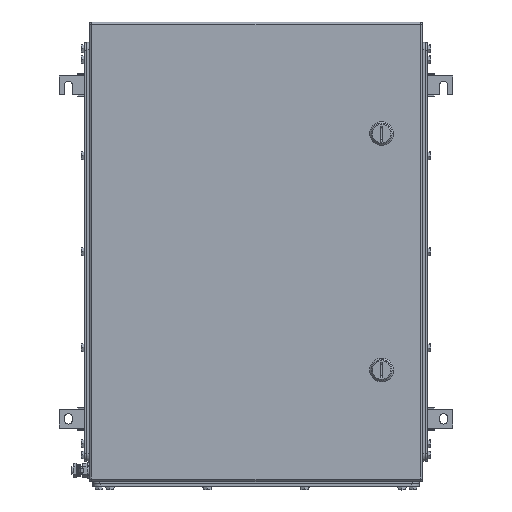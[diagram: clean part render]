
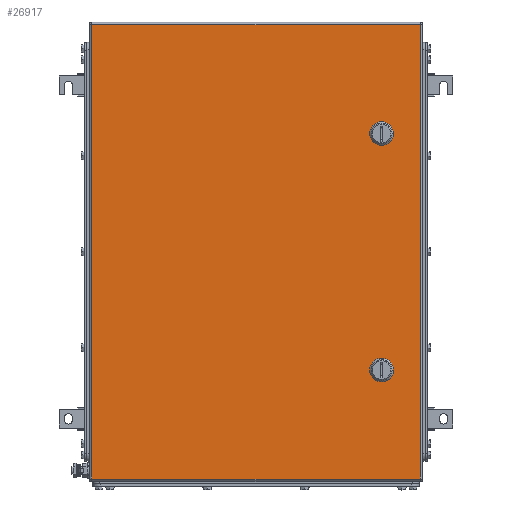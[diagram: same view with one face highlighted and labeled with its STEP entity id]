
A CAD part, top view. The second image highlights one B-rep face of the part: STEP entity #26917.
In plain terms, the highlighted planar face has unit normal (0, 0, 1).
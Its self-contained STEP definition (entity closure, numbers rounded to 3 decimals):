
#26731=AXIS2_PLACEMENT_3D('Circle Axis2P3D',#26729,#26730,$) ;
#26758=AXIS2_PLACEMENT_3D('Plane Axis2P3D',#26755,#26756,#26757) ;
#26803=AXIS2_PLACEMENT_3D('Circle Axis2P3D',#26801,#26802,$) ;
#26817=AXIS2_PLACEMENT_3D('Circle Axis2P3D',#26815,#26816,$) ;
#26831=AXIS2_PLACEMENT_3D('Circle Axis2P3D',#26829,#26830,$) ;
#26853=AXIS2_PLACEMENT_3D('Circle Axis2P3D',#26851,#26852,$) ;
#26869=AXIS2_PLACEMENT_3D('Circle Axis2P3D',#26867,#26868,$) ;
#26883=AXIS2_PLACEMENT_3D('Circle Axis2P3D',#26881,#26882,$) ;
#26897=AXIS2_PLACEMENT_3D('Circle Axis2P3D',#26895,#26896,$) ;
#26726=CARTESIAN_POINT('Vertex',(440.056,470.45,203.5)) ;
#26729=CARTESIAN_POINT('Axis2P3D Location',(435.,480.5,203.5)) ;
#26733=CARTESIAN_POINT('Vertex',(445.05,475.444,203.5)) ;
#26755=CARTESIAN_POINT('Axis2P3D Location',(265.5,321.,203.5)) ;
#26760=CARTESIAN_POINT('Line Origine',(265.5,627.5,203.5)) ;
#26764=CARTESIAN_POINT('Vertex',(487.,627.5,203.5)) ;
#26766=CARTESIAN_POINT('Vertex',(44.,627.5,203.5)) ;
#26769=CARTESIAN_POINT('Line Origine',(44.,321.,203.5)) ;
#26773=CARTESIAN_POINT('Vertex',(44.,14.5,203.5)) ;
#26776=CARTESIAN_POINT('Line Origine',(265.5,14.5,203.5)) ;
#26780=CARTESIAN_POINT('Vertex',(487.,14.5,203.5)) ;
#26783=CARTESIAN_POINT('Line Origine',(487.,321.,203.5)) ;
#26794=CARTESIAN_POINT('Line Origine',(435.,470.45,203.5)) ;
#26798=CARTESIAN_POINT('Vertex',(429.944,470.45,203.5)) ;
#26801=CARTESIAN_POINT('Axis2P3D Location',(435.,480.5,203.5)) ;
#26805=CARTESIAN_POINT('Vertex',(424.95,475.444,203.5)) ;
#26808=CARTESIAN_POINT('Line Origine',(424.95,480.5,203.5)) ;
#26812=CARTESIAN_POINT('Vertex',(424.95,485.556,203.5)) ;
#26815=CARTESIAN_POINT('Axis2P3D Location',(435.,480.5,203.5)) ;
#26819=CARTESIAN_POINT('Vertex',(429.944,490.55,203.5)) ;
#26822=CARTESIAN_POINT('Line Origine',(435.,490.55,203.5)) ;
#26826=CARTESIAN_POINT('Vertex',(440.056,490.55,203.5)) ;
#26829=CARTESIAN_POINT('Axis2P3D Location',(435.,480.5,203.5)) ;
#26833=CARTESIAN_POINT('Vertex',(445.05,485.556,203.5)) ;
#26836=CARTESIAN_POINT('Line Origine',(445.05,480.5,203.5)) ;
#26851=CARTESIAN_POINT('Axis2P3D Location',(435.,161.5,203.5)) ;
#26855=CARTESIAN_POINT('Vertex',(440.056,151.45,203.5)) ;
#26857=CARTESIAN_POINT('Vertex',(445.05,156.444,203.5)) ;
#26860=CARTESIAN_POINT('Line Origine',(435.,151.45,203.5)) ;
#26864=CARTESIAN_POINT('Vertex',(429.944,151.45,203.5)) ;
#26867=CARTESIAN_POINT('Axis2P3D Location',(435.,161.5,203.5)) ;
#26871=CARTESIAN_POINT('Vertex',(424.95,156.444,203.5)) ;
#26874=CARTESIAN_POINT('Line Origine',(424.95,161.5,203.5)) ;
#26878=CARTESIAN_POINT('Vertex',(424.95,166.556,203.5)) ;
#26881=CARTESIAN_POINT('Axis2P3D Location',(435.,161.5,203.5)) ;
#26885=CARTESIAN_POINT('Vertex',(429.944,171.55,203.5)) ;
#26888=CARTESIAN_POINT('Line Origine',(435.,171.55,203.5)) ;
#26892=CARTESIAN_POINT('Vertex',(440.056,171.55,203.5)) ;
#26895=CARTESIAN_POINT('Axis2P3D Location',(435.,161.5,203.5)) ;
#26899=CARTESIAN_POINT('Vertex',(445.05,166.556,203.5)) ;
#26902=CARTESIAN_POINT('Line Origine',(445.05,161.5,203.5)) ;
#26730=DIRECTION('Axis2P3D Direction',(0.,0.,1.)) ;
#26756=DIRECTION('Axis2P3D Direction',(0.,0.,1.)) ;
#26757=DIRECTION('Axis2P3D XDirection',(1.,0.,0.)) ;
#26761=DIRECTION('Vector Direction',(1.,0.,0.)) ;
#26770=DIRECTION('Vector Direction',(0.,-1.,0.)) ;
#26777=DIRECTION('Vector Direction',(1.,0.,0.)) ;
#26784=DIRECTION('Vector Direction',(0.,1.,0.)) ;
#26795=DIRECTION('Vector Direction',(1.,0.,0.)) ;
#26802=DIRECTION('Axis2P3D Direction',(0.,0.,1.)) ;
#26809=DIRECTION('Vector Direction',(0.,1.,0.)) ;
#26816=DIRECTION('Axis2P3D Direction',(0.,0.,1.)) ;
#26823=DIRECTION('Vector Direction',(1.,0.,0.)) ;
#26830=DIRECTION('Axis2P3D Direction',(0.,0.,1.)) ;
#26837=DIRECTION('Vector Direction',(0.,-1.,0.)) ;
#26852=DIRECTION('Axis2P3D Direction',(0.,0.,1.)) ;
#26861=DIRECTION('Vector Direction',(1.,0.,0.)) ;
#26868=DIRECTION('Axis2P3D Direction',(0.,0.,1.)) ;
#26875=DIRECTION('Vector Direction',(0.,1.,0.)) ;
#26882=DIRECTION('Axis2P3D Direction',(0.,0.,1.)) ;
#26889=DIRECTION('Vector Direction',(1.,0.,0.)) ;
#26896=DIRECTION('Axis2P3D Direction',(0.,0.,1.)) ;
#26903=DIRECTION('Vector Direction',(0.,-1.,0.)) ;
#26762=VECTOR('Line Direction',#26761,1.) ;
#26771=VECTOR('Line Direction',#26770,1.) ;
#26778=VECTOR('Line Direction',#26777,1.) ;
#26785=VECTOR('Line Direction',#26784,1.) ;
#26796=VECTOR('Line Direction',#26795,1.) ;
#26810=VECTOR('Line Direction',#26809,1.) ;
#26824=VECTOR('Line Direction',#26823,1.) ;
#26838=VECTOR('Line Direction',#26837,1.) ;
#26862=VECTOR('Line Direction',#26861,1.) ;
#26876=VECTOR('Line Direction',#26875,1.) ;
#26890=VECTOR('Line Direction',#26889,1.) ;
#26904=VECTOR('Line Direction',#26903,1.) ;
#26789=ORIENTED_EDGE('',*,*,#26768,.T.) ;
#26790=ORIENTED_EDGE('',*,*,#26775,.T.) ;
#26791=ORIENTED_EDGE('',*,*,#26782,.T.) ;
#26792=ORIENTED_EDGE('',*,*,#26787,.T.) ;
#26842=ORIENTED_EDGE('',*,*,#26800,.F.) ;
#26843=ORIENTED_EDGE('',*,*,#26807,.F.) ;
#26844=ORIENTED_EDGE('',*,*,#26814,.T.) ;
#26845=ORIENTED_EDGE('',*,*,#26821,.F.) ;
#26846=ORIENTED_EDGE('',*,*,#26828,.T.) ;
#26847=ORIENTED_EDGE('',*,*,#26835,.F.) ;
#26848=ORIENTED_EDGE('',*,*,#26840,.T.) ;
#26849=ORIENTED_EDGE('',*,*,#26735,.F.) ;
#26908=ORIENTED_EDGE('',*,*,#26859,.F.) ;
#26909=ORIENTED_EDGE('',*,*,#26866,.F.) ;
#26910=ORIENTED_EDGE('',*,*,#26873,.F.) ;
#26911=ORIENTED_EDGE('',*,*,#26880,.T.) ;
#26912=ORIENTED_EDGE('',*,*,#26887,.F.) ;
#26913=ORIENTED_EDGE('',*,*,#26894,.T.) ;
#26914=ORIENTED_EDGE('',*,*,#26901,.F.) ;
#26915=ORIENTED_EDGE('',*,*,#26906,.T.) ;
#26850=FACE_BOUND('',#26841,.T.) ;
#26916=FACE_BOUND('',#26907,.T.) ;
#26917=ADVANCED_FACE('ZUB_KTB_QL_624520_3GP_AllCATPart_AllCATPart.2\\ZUB_KTB_QL_624520_3GP_AllCATPart.2\\ZUB_DE_KTB_QL.1\\DE_KTB_MH_PART_MASTER.1\\Koerper.2',(#26793,#26850,#26916),#26759,.T.) ;
#26732=CIRCLE('generated circle',#26731,11.25) ;
#26804=CIRCLE('generated circle',#26803,11.25) ;
#26818=CIRCLE('generated circle',#26817,11.25) ;
#26832=CIRCLE('generated circle',#26831,11.25) ;
#26854=CIRCLE('generated circle',#26853,11.25) ;
#26870=CIRCLE('generated circle',#26869,11.25) ;
#26884=CIRCLE('generated circle',#26883,11.25) ;
#26898=CIRCLE('generated circle',#26897,11.25) ;
#26735=EDGE_CURVE('',#26727,#26734,#26732,.T.) ;
#26768=EDGE_CURVE('',#26765,#26767,#26763,.F.) ;
#26775=EDGE_CURVE('',#26767,#26774,#26772,.T.) ;
#26782=EDGE_CURVE('',#26774,#26781,#26779,.T.) ;
#26787=EDGE_CURVE('',#26781,#26765,#26786,.T.) ;
#26800=EDGE_CURVE('',#26799,#26727,#26797,.T.) ;
#26807=EDGE_CURVE('',#26806,#26799,#26804,.T.) ;
#26814=EDGE_CURVE('',#26806,#26813,#26811,.T.) ;
#26821=EDGE_CURVE('',#26820,#26813,#26818,.T.) ;
#26828=EDGE_CURVE('',#26820,#26827,#26825,.T.) ;
#26835=EDGE_CURVE('',#26834,#26827,#26832,.T.) ;
#26840=EDGE_CURVE('',#26834,#26734,#26839,.T.) ;
#26859=EDGE_CURVE('',#26856,#26858,#26854,.T.) ;
#26866=EDGE_CURVE('',#26865,#26856,#26863,.T.) ;
#26873=EDGE_CURVE('',#26872,#26865,#26870,.T.) ;
#26880=EDGE_CURVE('',#26872,#26879,#26877,.T.) ;
#26887=EDGE_CURVE('',#26886,#26879,#26884,.T.) ;
#26894=EDGE_CURVE('',#26886,#26893,#26891,.T.) ;
#26901=EDGE_CURVE('',#26900,#26893,#26898,.T.) ;
#26906=EDGE_CURVE('',#26900,#26858,#26905,.T.) ;
#26788=EDGE_LOOP('',(#26789,#26790,#26791,#26792)) ;
#26841=EDGE_LOOP('',(#26842,#26843,#26844,#26845,#26846,#26847,#26848,#26849)) ;
#26907=EDGE_LOOP('',(#26908,#26909,#26910,#26911,#26912,#26913,#26914,#26915)) ;
#26793=FACE_OUTER_BOUND('',#26788,.T.) ;
#26763=LINE('Line',#26760,#26762) ;
#26772=LINE('Line',#26769,#26771) ;
#26779=LINE('Line',#26776,#26778) ;
#26786=LINE('Line',#26783,#26785) ;
#26797=LINE('Line',#26794,#26796) ;
#26811=LINE('Line',#26808,#26810) ;
#26825=LINE('Line',#26822,#26824) ;
#26839=LINE('Line',#26836,#26838) ;
#26863=LINE('Line',#26860,#26862) ;
#26877=LINE('Line',#26874,#26876) ;
#26891=LINE('Line',#26888,#26890) ;
#26905=LINE('Line',#26902,#26904) ;
#26759=PLANE('',#26758) ;
#26727=VERTEX_POINT('',#26726) ;
#26734=VERTEX_POINT('',#26733) ;
#26765=VERTEX_POINT('',#26764) ;
#26767=VERTEX_POINT('',#26766) ;
#26774=VERTEX_POINT('',#26773) ;
#26781=VERTEX_POINT('',#26780) ;
#26799=VERTEX_POINT('',#26798) ;
#26806=VERTEX_POINT('',#26805) ;
#26813=VERTEX_POINT('',#26812) ;
#26820=VERTEX_POINT('',#26819) ;
#26827=VERTEX_POINT('',#26826) ;
#26834=VERTEX_POINT('',#26833) ;
#26856=VERTEX_POINT('',#26855) ;
#26858=VERTEX_POINT('',#26857) ;
#26865=VERTEX_POINT('',#26864) ;
#26872=VERTEX_POINT('',#26871) ;
#26879=VERTEX_POINT('',#26878) ;
#26886=VERTEX_POINT('',#26885) ;
#26893=VERTEX_POINT('',#26892) ;
#26900=VERTEX_POINT('',#26899) ;
